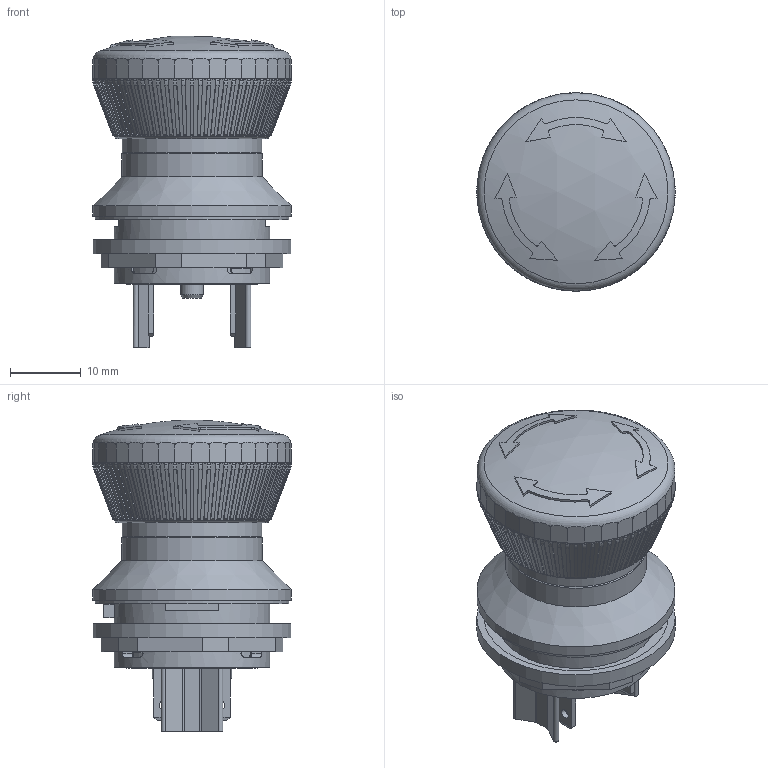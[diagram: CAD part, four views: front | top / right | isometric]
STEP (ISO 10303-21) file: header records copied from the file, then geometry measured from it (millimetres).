
FILE_DESCRIPTION(/* description */ (''),/* implementation_level */ '2;1');
FILE_NAME(/* name */ 'FRVKOO_ipt.stp',/* time_stamp */ '2018-03-22T14:46:16+01:00',/* author */ ('ahoffmann'),/* organization */ (''),/* preprocessor_version */ 'ST-DEVELOPER v16.1',/* originating_system */ 'Autodesk Inventor 2016',/* authorisation */ '');
FILE_SCHEMA (('AUTOMOTIVE_DESIGN { 1 0 10303 214 3 1 1 }'));
Length unit declared in the file: centimetre
Products named in the file (1): FRVKOO_vereinfacht
Bounding box: 28 x 28 x 44.01 mm (x, y, z)
Volume: 15875.5 mm3; surface area: 7144.2 mm2
Topology: 1 solids, 2 shells, 1474 faces, 4035 edges, 2599 vertices
Faces by surface type: plane 949, torus 221, cylinder 186, cone 90, bspline 24, sphere 4
Full cylindrical faces by diameter (mm): 1 x3, 1.3 x4, 3.2 x3, 18.5 x1, 19.57 x3, 19.65 x1, 19.85 x3, 20.027 x1, 22 x2, 26 x1, 27.4 x1, 28 x2
Entity records: 48704 total; most frequent: CARTESIAN_POINT 13118, ORIENTED_EDGE 7946, DIRECTION 6795, EDGE_CURVE 3973, VERTEX_POINT 2581, AXIS2_PLACEMENT_3D 2295, LINE 2205, VECTOR 2205
